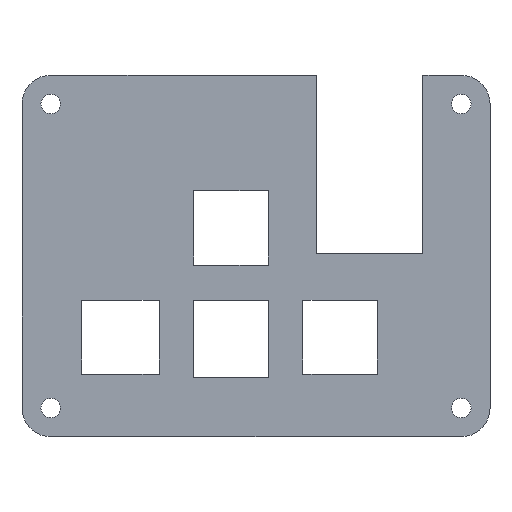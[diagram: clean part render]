
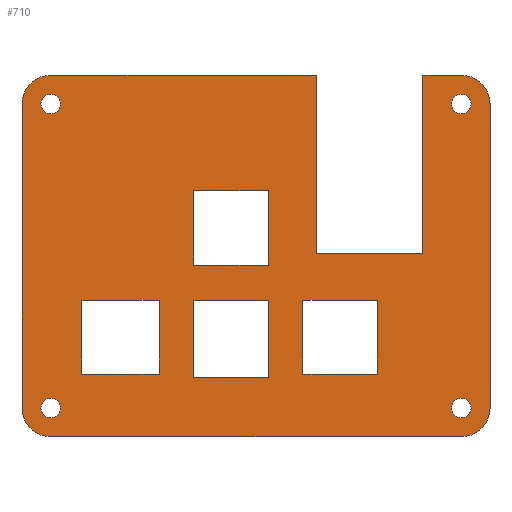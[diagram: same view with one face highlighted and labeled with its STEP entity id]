
A CAD part, top view. The second image highlights one B-rep face of the part: STEP entity #710.
In plain terms, the highlighted planar face has unit normal (0, 0, 1).
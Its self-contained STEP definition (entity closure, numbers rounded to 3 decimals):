
#23=FACE_BOUND('',#133,.T.);
#24=FACE_BOUND('',#134,.T.);
#25=FACE_BOUND('',#135,.T.);
#26=FACE_BOUND('',#136,.T.);
#27=FACE_BOUND('',#137,.T.);
#28=FACE_BOUND('',#138,.T.);
#29=FACE_BOUND('',#139,.T.);
#30=FACE_BOUND('',#140,.T.);
#56=PLANE('',#774);
#90=FACE_OUTER_BOUND('',#132,.T.);
#132=EDGE_LOOP('',(#637,#638,#639,#640,#641,#642,#643,#644,#645,#646,#647,
#648));
#133=EDGE_LOOP('',(#649,#650,#651,#652));
#134=EDGE_LOOP('',(#653,#654,#655,#656));
#135=EDGE_LOOP('',(#657,#658,#659,#660));
#136=EDGE_LOOP('',(#661,#662,#663,#664));
#137=EDGE_LOOP('',(#665));
#138=EDGE_LOOP('',(#666));
#139=EDGE_LOOP('',(#667));
#140=EDGE_LOOP('',(#668));
#167=LINE('',#1031,#247);
#173=LINE('',#1046,#253);
#176=LINE('',#1054,#256);
#182=LINE('',#1075,#262);
#184=LINE('',#1079,#264);
#186=LINE('',#1083,#266);
#188=LINE('',#1086,#268);
#190=LINE('',#1091,#270);
#192=LINE('',#1095,#272);
#194=LINE('',#1099,#274);
#196=LINE('',#1102,#276);
#198=LINE('',#1107,#278);
#200=LINE('',#1111,#280);
#202=LINE('',#1115,#282);
#204=LINE('',#1118,#284);
#206=LINE('',#1123,#286);
#208=LINE('',#1127,#288);
#210=LINE('',#1131,#290);
#212=LINE('',#1134,#292);
#213=LINE('',#1136,#293);
#214=LINE('',#1139,#294);
#216=LINE('',#1143,#296);
#218=LINE('',#1147,#298);
#220=LINE('',#1150,#300);
#247=VECTOR('',#827,10.);
#253=VECTOR('',#843,10.);
#256=VECTOR('',#852,10.);
#262=VECTOR('',#876,10.);
#264=VECTOR('',#880,10.);
#266=VECTOR('',#884,10.);
#268=VECTOR('',#888,10.);
#270=VECTOR('',#892,10.);
#272=VECTOR('',#896,10.);
#274=VECTOR('',#900,10.);
#276=VECTOR('',#904,10.);
#278=VECTOR('',#908,10.);
#280=VECTOR('',#912,10.);
#282=VECTOR('',#916,10.);
#284=VECTOR('',#920,10.);
#286=VECTOR('',#924,10.);
#288=VECTOR('',#928,10.);
#290=VECTOR('',#932,10.);
#292=VECTOR('',#936,10.);
#293=VECTOR('',#939,10.);
#294=VECTOR('',#942,10.);
#296=VECTOR('',#946,10.);
#298=VECTOR('',#950,10.);
#300=VECTOR('',#954,10.);
#301=CIRCLE('',#726,5.);
#310=CIRCLE('',#738,5.);
#311=CIRCLE('',#740,5.);
#312=CIRCLE('',#743,5.);
#313=CIRCLE('',#746,1.7);
#314=CIRCLE('',#748,1.7);
#315=CIRCLE('',#750,1.7);
#316=CIRCLE('',#752,1.7);
#317=VERTEX_POINT('',#959);
#318=VERTEX_POINT('',#960);
#351=VERTEX_POINT('',#1030);
#352=VERTEX_POINT('',#1034);
#353=VERTEX_POINT('',#1038);
#354=VERTEX_POINT('',#1039);
#355=VERTEX_POINT('',#1044);
#356=VERTEX_POINT('',#1048);
#357=VERTEX_POINT('',#1049);
#358=VERTEX_POINT('',#1056);
#359=VERTEX_POINT('',#1060);
#360=VERTEX_POINT('',#1064);
#361=VERTEX_POINT('',#1068);
#362=VERTEX_POINT('',#1072);
#363=VERTEX_POINT('',#1074);
#364=VERTEX_POINT('',#1078);
#365=VERTEX_POINT('',#1082);
#366=VERTEX_POINT('',#1088);
#367=VERTEX_POINT('',#1090);
#368=VERTEX_POINT('',#1094);
#369=VERTEX_POINT('',#1098);
#370=VERTEX_POINT('',#1104);
#371=VERTEX_POINT('',#1106);
#372=VERTEX_POINT('',#1110);
#373=VERTEX_POINT('',#1114);
#374=VERTEX_POINT('',#1120);
#375=VERTEX_POINT('',#1122);
#376=VERTEX_POINT('',#1126);
#377=VERTEX_POINT('',#1130);
#378=VERTEX_POINT('',#1138);
#379=VERTEX_POINT('',#1142);
#380=VERTEX_POINT('',#1146);
#381=EDGE_CURVE('',#317,#318,#301,.T.);
#416=EDGE_CURVE('',#351,#318,#167,.T.);
#418=EDGE_CURVE('',#351,#352,#310,.T.);
#420=EDGE_CURVE('',#353,#354,#311,.T.);
#424=EDGE_CURVE('',#353,#355,#173,.T.);
#425=EDGE_CURVE('',#356,#357,#312,.T.);
#428=EDGE_CURVE('',#317,#357,#176,.T.);
#429=EDGE_CURVE('',#358,#358,#313,.T.);
#431=EDGE_CURVE('',#359,#359,#314,.T.);
#433=EDGE_CURVE('',#360,#360,#315,.T.);
#435=EDGE_CURVE('',#361,#361,#316,.T.);
#438=EDGE_CURVE('',#363,#362,#182,.T.);
#440=EDGE_CURVE('',#364,#363,#184,.T.);
#442=EDGE_CURVE('',#365,#364,#186,.T.);
#444=EDGE_CURVE('',#362,#365,#188,.T.);
#446=EDGE_CURVE('',#367,#366,#190,.T.);
#448=EDGE_CURVE('',#368,#367,#192,.T.);
#450=EDGE_CURVE('',#369,#368,#194,.T.);
#452=EDGE_CURVE('',#366,#369,#196,.T.);
#454=EDGE_CURVE('',#371,#370,#198,.T.);
#456=EDGE_CURVE('',#372,#371,#200,.T.);
#458=EDGE_CURVE('',#373,#372,#202,.T.);
#460=EDGE_CURVE('',#370,#373,#204,.T.);
#462=EDGE_CURVE('',#375,#374,#206,.T.);
#464=EDGE_CURVE('',#376,#375,#208,.T.);
#466=EDGE_CURVE('',#377,#376,#210,.T.);
#468=EDGE_CURVE('',#374,#377,#212,.T.);
#469=EDGE_CURVE('',#356,#354,#213,.T.);
#470=EDGE_CURVE('',#378,#352,#214,.T.);
#472=EDGE_CURVE('',#379,#378,#216,.T.);
#474=EDGE_CURVE('',#380,#379,#218,.T.);
#476=EDGE_CURVE('',#355,#380,#220,.T.);
#637=ORIENTED_EDGE('',*,*,#381,.F.);
#638=ORIENTED_EDGE('',*,*,#428,.T.);
#639=ORIENTED_EDGE('',*,*,#425,.F.);
#640=ORIENTED_EDGE('',*,*,#469,.T.);
#641=ORIENTED_EDGE('',*,*,#420,.F.);
#642=ORIENTED_EDGE('',*,*,#424,.T.);
#643=ORIENTED_EDGE('',*,*,#476,.T.);
#644=ORIENTED_EDGE('',*,*,#474,.T.);
#645=ORIENTED_EDGE('',*,*,#472,.T.);
#646=ORIENTED_EDGE('',*,*,#470,.T.);
#647=ORIENTED_EDGE('',*,*,#418,.F.);
#648=ORIENTED_EDGE('',*,*,#416,.T.);
#649=ORIENTED_EDGE('',*,*,#468,.T.);
#650=ORIENTED_EDGE('',*,*,#466,.T.);
#651=ORIENTED_EDGE('',*,*,#464,.T.);
#652=ORIENTED_EDGE('',*,*,#462,.T.);
#653=ORIENTED_EDGE('',*,*,#460,.T.);
#654=ORIENTED_EDGE('',*,*,#458,.T.);
#655=ORIENTED_EDGE('',*,*,#456,.T.);
#656=ORIENTED_EDGE('',*,*,#454,.T.);
#657=ORIENTED_EDGE('',*,*,#452,.T.);
#658=ORIENTED_EDGE('',*,*,#450,.T.);
#659=ORIENTED_EDGE('',*,*,#448,.T.);
#660=ORIENTED_EDGE('',*,*,#446,.T.);
#661=ORIENTED_EDGE('',*,*,#444,.T.);
#662=ORIENTED_EDGE('',*,*,#442,.T.);
#663=ORIENTED_EDGE('',*,*,#440,.T.);
#664=ORIENTED_EDGE('',*,*,#438,.T.);
#665=ORIENTED_EDGE('',*,*,#435,.T.);
#666=ORIENTED_EDGE('',*,*,#433,.T.);
#667=ORIENTED_EDGE('',*,*,#431,.T.);
#668=ORIENTED_EDGE('',*,*,#429,.T.);
#710=ADVANCED_FACE('',(#90,#23,#24,#25,#26,#27,#28,#29,#30),#56,.T.);
#726=AXIS2_PLACEMENT_3D('',#961,#779,#780);
#738=AXIS2_PLACEMENT_3D('',#1035,#831,#832);
#740=AXIS2_PLACEMENT_3D('',#1040,#836,#837);
#743=AXIS2_PLACEMENT_3D('',#1050,#846,#847);
#746=AXIS2_PLACEMENT_3D('',#1057,#855,#856);
#748=AXIS2_PLACEMENT_3D('',#1061,#860,#861);
#750=AXIS2_PLACEMENT_3D('',#1065,#865,#866);
#752=AXIS2_PLACEMENT_3D('',#1069,#870,#871);
#774=AXIS2_PLACEMENT_3D('',#1151,#955,#956);
#779=DIRECTION('center_axis',(0.,0.,-1.));
#780=DIRECTION('ref_axis',(-0.707,-0.707,0.));
#827=DIRECTION('',(0.,-1.,0.));
#831=DIRECTION('center_axis',(0.,0.,-1.));
#832=DIRECTION('ref_axis',(-0.707,0.707,0.));
#836=DIRECTION('center_axis',(0.,0.,-1.));
#837=DIRECTION('ref_axis',(0.707,0.707,0.));
#843=DIRECTION('',(-1.,0.,0.));
#846=DIRECTION('center_axis',(0.,0.,-1.));
#847=DIRECTION('ref_axis',(0.707,-0.707,0.));
#852=DIRECTION('',(1.,0.,0.));
#855=DIRECTION('center_axis',(0.,0.,-1.));
#856=DIRECTION('ref_axis',(1.,0.,0.));
#860=DIRECTION('center_axis',(0.,0.,-1.));
#861=DIRECTION('ref_axis',(1.,0.,0.));
#865=DIRECTION('center_axis',(0.,0.,-1.));
#866=DIRECTION('ref_axis',(1.,0.,0.));
#870=DIRECTION('center_axis',(0.,0.,-1.));
#871=DIRECTION('ref_axis',(1.,0.,0.));
#876=DIRECTION('',(0.,-1.,0.));
#880=DIRECTION('',(1.,0.,0.));
#884=DIRECTION('',(0.,1.,0.));
#888=DIRECTION('',(-1.,0.,0.));
#892=DIRECTION('',(0.,-1.,0.));
#896=DIRECTION('',(1.,0.,0.));
#900=DIRECTION('',(0.,1.,0.));
#904=DIRECTION('',(-1.,0.,0.));
#908=DIRECTION('',(0.,-1.,0.));
#912=DIRECTION('',(1.,0.,0.));
#916=DIRECTION('',(0.,1.,0.));
#920=DIRECTION('',(-1.,0.,0.));
#924=DIRECTION('',(0.,-1.,0.));
#928=DIRECTION('',(1.,0.,0.));
#932=DIRECTION('',(0.,1.,0.));
#936=DIRECTION('',(-1.,0.,0.));
#939=DIRECTION('',(0.,1.,0.));
#942=DIRECTION('',(-1.,0.,0.));
#946=DIRECTION('',(0.,1.,0.));
#950=DIRECTION('',(-1.,0.,0.));
#954=DIRECTION('',(0.,-1.,0.));
#955=DIRECTION('center_axis',(0.,0.,1.));
#956=DIRECTION('ref_axis',(1.,0.,0.));
#959=CARTESIAN_POINT('',(-2.864,-64.887,1.5));
#960=CARTESIAN_POINT('',(-7.864,-59.887,1.5));
#961=CARTESIAN_POINT('Origin',(-2.864,-59.887,1.5));
#1030=CARTESIAN_POINT('',(-7.864,-6.961,1.5));
#1031=CARTESIAN_POINT('',(-7.864,-1.961,1.5));
#1034=CARTESIAN_POINT('',(-2.864,-1.961,1.5));
#1035=CARTESIAN_POINT('Origin',(-2.864,-6.961,1.5));
#1038=CARTESIAN_POINT('',(68.604,-1.961,1.5));
#1039=CARTESIAN_POINT('',(73.604,-6.961,1.5));
#1040=CARTESIAN_POINT('Origin',(68.604,-6.961,1.5));
#1044=CARTESIAN_POINT('',(61.933,-1.961,1.5));
#1046=CARTESIAN_POINT('',(73.604,-1.961,1.5));
#1048=CARTESIAN_POINT('',(73.604,-59.887,1.5));
#1049=CARTESIAN_POINT('',(68.604,-64.887,1.5));
#1050=CARTESIAN_POINT('Origin',(68.604,-59.887,1.5));
#1054=CARTESIAN_POINT('',(-7.864,-64.887,1.5));
#1056=CARTESIAN_POINT('',(66.904,-59.887,1.5));
#1057=CARTESIAN_POINT('Origin',(68.604,-59.887,1.5));
#1060=CARTESIAN_POINT('',(-4.564,-6.961,1.5));
#1061=CARTESIAN_POINT('Origin',(-2.864,-6.961,1.5));
#1064=CARTESIAN_POINT('',(-4.564,-59.887,1.5));
#1065=CARTESIAN_POINT('Origin',(-2.864,-59.887,1.5));
#1068=CARTESIAN_POINT('',(66.904,-6.961,1.5));
#1069=CARTESIAN_POINT('Origin',(68.604,-6.961,1.5));
#1072=CARTESIAN_POINT('',(35.,-35.,1.5));
#1074=CARTESIAN_POINT('',(35.,-22.048,1.5));
#1075=CARTESIAN_POINT('',(35.,-22.048,1.5));
#1078=CARTESIAN_POINT('',(22.012,-22.048,1.5));
#1079=CARTESIAN_POINT('',(22.012,-22.048,1.5));
#1082=CARTESIAN_POINT('',(22.012,-35.,1.5));
#1083=CARTESIAN_POINT('',(22.012,-35.,1.5));
#1086=CARTESIAN_POINT('',(35.,-35.,1.5));
#1088=CARTESIAN_POINT('',(35.075,-54.625,1.5));
#1090=CARTESIAN_POINT('',(35.075,-41.128,1.5));
#1091=CARTESIAN_POINT('',(35.075,-41.128,1.5));
#1094=CARTESIAN_POINT('',(22.012,-41.128,1.5));
#1095=CARTESIAN_POINT('',(22.012,-41.128,1.5));
#1098=CARTESIAN_POINT('',(22.012,-54.625,1.5));
#1099=CARTESIAN_POINT('',(22.012,-54.625,1.5));
#1102=CARTESIAN_POINT('',(35.075,-54.625,1.5));
#1104=CARTESIAN_POINT('',(16.,-54.,1.5));
#1106=CARTESIAN_POINT('',(16.,-41.125,1.5));
#1107=CARTESIAN_POINT('',(16.,-41.125,1.5));
#1110=CARTESIAN_POINT('',(2.525,-41.125,1.5));
#1111=CARTESIAN_POINT('',(2.525,-41.125,1.5));
#1114=CARTESIAN_POINT('',(2.525,-54.,1.5));
#1115=CARTESIAN_POINT('',(2.525,-54.,1.5));
#1118=CARTESIAN_POINT('',(16.,-54.,1.5));
#1120=CARTESIAN_POINT('',(54.,-54.,1.5));
#1122=CARTESIAN_POINT('',(54.,-41.125,1.5));
#1123=CARTESIAN_POINT('',(54.,-41.125,1.5));
#1126=CARTESIAN_POINT('',(41.043,-41.125,1.5));
#1127=CARTESIAN_POINT('',(41.043,-41.125,1.5));
#1130=CARTESIAN_POINT('',(41.043,-54.,1.5));
#1131=CARTESIAN_POINT('',(41.043,-54.,1.5));
#1134=CARTESIAN_POINT('',(54.,-54.,1.5));
#1136=CARTESIAN_POINT('',(73.604,-64.887,1.5));
#1138=CARTESIAN_POINT('',(43.433,-1.961,1.5));
#1139=CARTESIAN_POINT('',(73.604,-1.961,1.5));
#1142=CARTESIAN_POINT('',(43.433,-32.961,1.5));
#1143=CARTESIAN_POINT('',(43.433,-32.961,1.5));
#1146=CARTESIAN_POINT('',(61.933,-32.961,1.5));
#1147=CARTESIAN_POINT('',(61.933,-32.961,1.5));
#1150=CARTESIAN_POINT('',(61.933,-1.961,1.5));
#1151=CARTESIAN_POINT('Origin',(32.87,-33.424,1.5));
